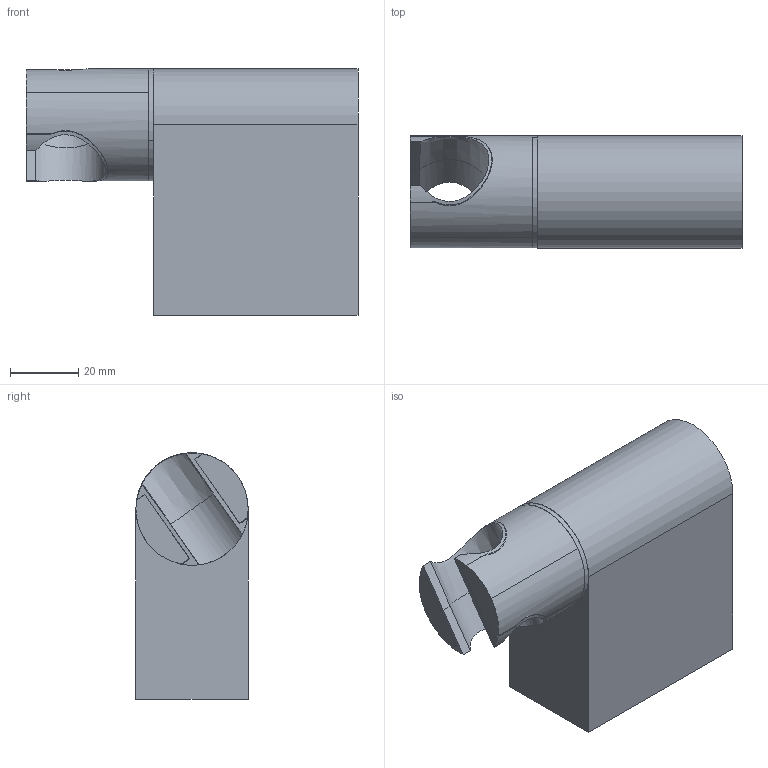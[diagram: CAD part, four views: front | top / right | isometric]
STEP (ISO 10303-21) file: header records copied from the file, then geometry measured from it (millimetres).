
FILE_DESCRIPTION (( 'STEP AP214' ), '1' );
FILE_NAME ('28060970.STEP', '2020-04-06T11:42:50', ( '' ), ( '' ), 'SwSTEP 2.0', 'SolidWorks 2017', '' );
FILE_SCHEMA (( 'AUTOMOTIVE_DESIGN' ));
Length unit declared in the file: millimetre
Products named in the file (5): Planungsmodell_Huelse-+-09.12.12.212-1; Planungsmodell_Gabel-+-08.17.20.692-1; Planungsmodell_Rohr_gerade-+-28.568.780-10_ _K362_33x1,5; Planugsmodell_Koerper-+-08.18.20.693.90-1; 28060970
Assembly tree (4 placements, depth 2):
  28060970
    Planugsmodell_Koerper-+-08.18.20.693.90-1
    Planungsmodell_Rohr_gerade-+-28.568.780-10_ _K362_33x1,5
    Planungsmodell_Gabel-+-08.17.20.692-1
    Planungsmodell_Huelse-+-09.12.12.212-1
Bounding box: 97.64 x 33 x 72.5 mm (x, y, z)
Volume: 155289.1 mm3; surface area: 27362.1 mm2
Topology: 4 solids, 4 shells, 40 faces, 94 edges, 62 vertices
Faces by surface type: plane 28, cylinder 11, cone 1
Entity records: 1806 total; most frequent: CARTESIAN_POINT 687, DIRECTION 189, ORIENTED_EDGE 188, EDGE_CURVE 94, AXIS2_PLACEMENT_3D 68, VERTEX_POINT 62, LINE 53, VECTOR 53
